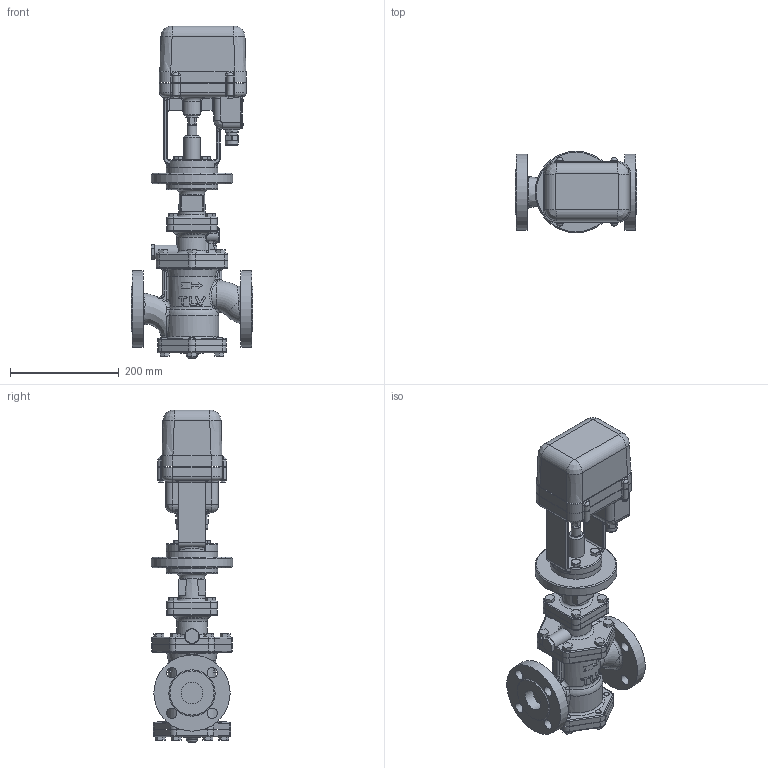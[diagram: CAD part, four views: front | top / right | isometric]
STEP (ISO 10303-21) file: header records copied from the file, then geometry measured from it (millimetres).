
FILE_DESCRIPTION(/* description */ (''),/* implementation_level */ '2;1');
FILE_NAME(/* name */ 'ccr16-040-jis20-00.stp',/* time_stamp */ '2018-01-29T09:51:59+09:00',/* author */ ('nakaot'),/* organization */ (''),/* preprocessor_version */ 'ST-DEVELOPER v15.6',/* originating_system */ 'Autodesk Inventor 2015',/* authorisation */ '');
FILE_SCHEMA (('CONFIG_CONTROL_DESIGN'));
Products named in the file (1): ccr16-040-jis20-00
Bounding box: 224 x 150 x 610 mm (x, y, z)
Volume: 6106873 mm3; surface area: 583219 mm2
Topology: 1 solids, 3 shells, 1356 faces, 3251 edges, 1973 vertices
Faces by surface type: plane 578, cylinder 380, bspline 197, torus 104, cone 76, sphere 21
Full cylindrical faces by diameter (mm): 2.459 x4, 4 x4, 4.6 x4, 5.3 x4, 6 x8, 7 x4, 10 x40, 12 x24, 18 x1, 18.631 x2, 19 x8, 20 x2, 23 x1, 24 x2, 27 x1, 28 x1, 30 x1, 32 x1, 40 x2, 50 x2, 70 x1, 90 x1, 95 x3, 140 x2, 150 x1
Entity records: 53238 total; most frequent: CARTESIAN_POINT 23913, ORIENTED_EDGE 6008, DIRECTION 5816, EDGE_CURVE 3004, AXIS2_PLACEMENT_3D 2245, VERTEX_POINT 1918, EDGE_LOOP 1694, FACE_OUTER_BOUND 1356
